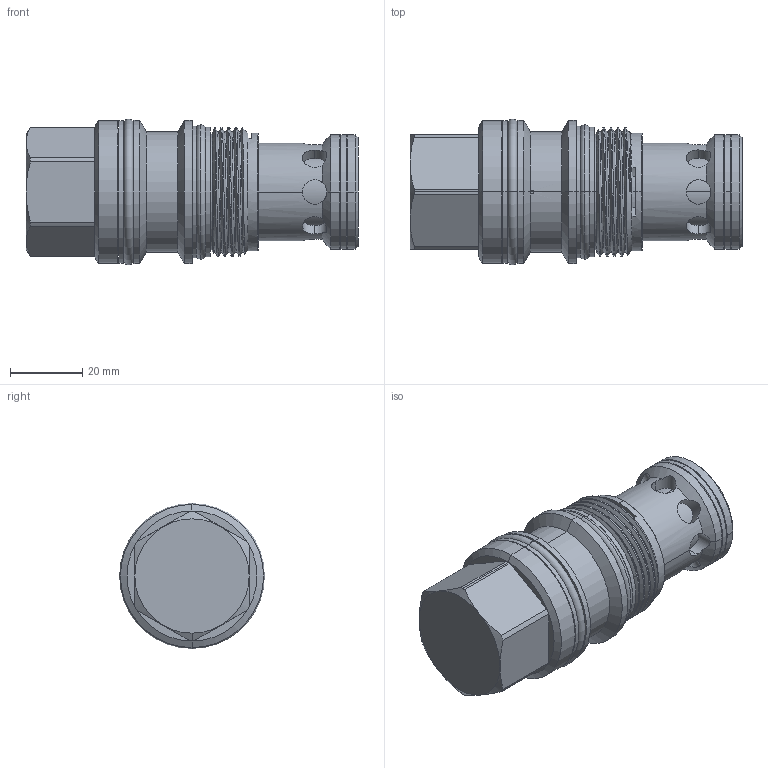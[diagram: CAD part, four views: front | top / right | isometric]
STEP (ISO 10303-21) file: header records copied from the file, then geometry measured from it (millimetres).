
FILE_DESCRIPTION (( 'STEP AP203' ), '1' );
FILE_NAME ('LR17A3G(3H)-N.STEP', '2020-04-14T08:09:40', ( '' ), ( '' ), 'SwSTEP 2.0', 'SolidWorks 2018', '' );
FILE_SCHEMA (( 'CONFIG_CONTROL_DESIGN' ));
Length unit declared in the file: millimetre
Products named in the file (1): LR17A3G(3H)-N
Bounding box: 92.04 x 40.39 x 40.39 mm (x, y, z)
Volume: 78203.5 mm3; surface area: 18710.8 mm2
Topology: 4 solids, 4 shells, 168 faces, 393 edges, 245 vertices
Faces by surface type: cylinder 91, cone 34, plane 28, torus 10, bspline 3, sphere 2
Entity records: 6865 total; most frequent: CARTESIAN_POINT 3024, DIRECTION 793, ORIENTED_EDGE 786, EDGE_CURVE 393, AXIS2_PLACEMENT_3D 334, VERTEX_POINT 245, EDGE_LOOP 186, FACE_OUTER_BOUND 168
